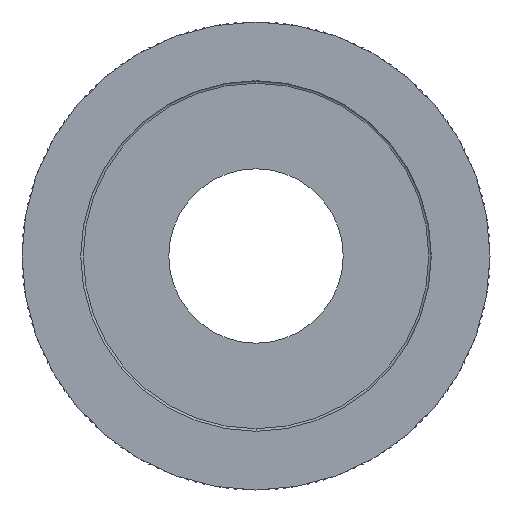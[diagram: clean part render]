
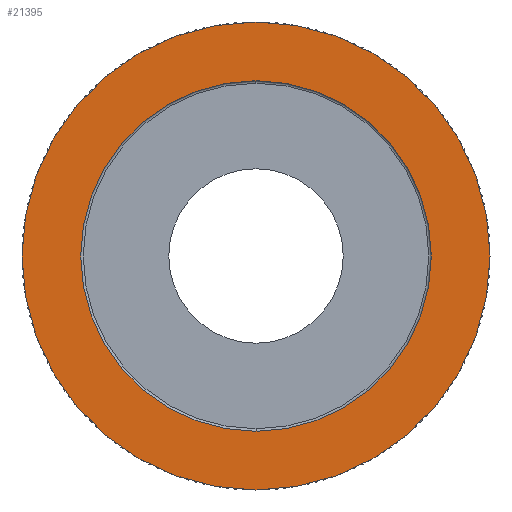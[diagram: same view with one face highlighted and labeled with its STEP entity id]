
A CAD part, left-side view. The second image highlights one B-rep face of the part: STEP entity #21395.
In plain terms, the highlighted planar face has unit normal (-1, 0, 0).
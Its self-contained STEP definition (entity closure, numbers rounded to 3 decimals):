
#16 = DIRECTION ( 'NONE',  ( 0., 0., 1. ) ) ;
#159 = CARTESIAN_POINT ( 'NONE',  ( 0., 0., 0. ) ) ;
#952 = CARTESIAN_POINT ( 'NONE',  ( 0., 0., -27.5 ) ) ;
#1124 = AXIS2_PLACEMENT_3D ( 'NONE', #26731, #13481, #16 ) ;
#1548 = VERTEX_POINT ( 'NONE', #5880 ) ;
#2362 = DIRECTION ( 'NONE',  ( 0., 0., 1. ) ) ;
#3267 = AXIS2_PLACEMENT_3D ( 'NONE', #17469, #4048, #19726 ) ;
#3866 = CIRCLE ( 'NONE', #1124, 20.6 ) ;
#4048 = DIRECTION ( 'NONE',  ( 1., 0., 0. ) ) ;
#4331 = DIRECTION ( 'NONE',  ( -1., 0., 0. ) ) ;
#5763 = VERTEX_POINT ( 'NONE', #12115 ) ;
#5880 = CARTESIAN_POINT ( 'NONE',  ( 0., 0., 20.6 ) ) ;
#6106 = ORIENTED_EDGE ( 'NONE', *, *, #27247, .T. ) ;
#6422 = FACE_BOUND ( 'NONE', #10483, .T. ) ;
#6823 = ORIENTED_EDGE ( 'NONE', *, *, #24791, .F. ) ;
#7756 = ORIENTED_EDGE ( 'NONE', *, *, #15910, .T. ) ;
#9508 = CARTESIAN_POINT ( 'NONE',  ( 0., 0., 0. ) ) ;
#10483 = EDGE_LOOP ( 'NONE', ( #20831, #6823 ) ) ;
#11755 = DIRECTION ( 'NONE',  ( 0., 0., 1. ) ) ;
#12115 = CARTESIAN_POINT ( 'NONE',  ( 0., 0., 27.5 ) ) ;
#12675 = EDGE_LOOP ( 'NONE', ( #7756, #6106 ) ) ;
#12936 = PLANE ( 'NONE',  #3267 ) ;
#13481 = DIRECTION ( 'NONE',  ( -1., 0., 0. ) ) ;
#15848 = DIRECTION ( 'NONE',  ( -1., 0., 0. ) ) ;
#15910 = EDGE_CURVE ( 'NONE', #5763, #16663, #17378, .T. ) ;
#16663 = VERTEX_POINT ( 'NONE', #952 ) ;
#17304 = AXIS2_PLACEMENT_3D ( 'NONE', #17754, #4331, #19996 ) ;
#17378 = CIRCLE ( 'NONE', #26126, 27.5 ) ;
#17469 = CARTESIAN_POINT ( 'NONE',  ( 0., 20.6, 0. ) ) ;
#17754 = CARTESIAN_POINT ( 'NONE',  ( 0., 0., 0. ) ) ;
#18250 = CARTESIAN_POINT ( 'NONE',  ( 0., 0., -20.6 ) ) ;
#18301 = FACE_OUTER_BOUND ( 'NONE', #12675, .T. ) ;
#19726 = DIRECTION ( 'NONE',  ( 0., 0., -1. ) ) ;
#19856 = VERTEX_POINT ( 'NONE', #18250 ) ;
#19996 = DIRECTION ( 'NONE',  ( 0., 0., 1. ) ) ;
#20831 = ORIENTED_EDGE ( 'NONE', *, *, #23857, .F. ) ;
#21395 = ADVANCED_FACE ( 'NONE', ( #6422, #18301 ), #12936, .F. ) ;
#22738 = AXIS2_PLACEMENT_3D ( 'NONE', #159, #15848, #2362 ) ;
#23857 = EDGE_CURVE ( 'NONE', #1548, #19856, #3866, .T. ) ;
#24791 = EDGE_CURVE ( 'NONE', #19856, #1548, #25731, .T. ) ;
#24997 = DIRECTION ( 'NONE',  ( -1., 0., 0. ) ) ;
#25731 = CIRCLE ( 'NONE', #17304, 20.6 ) ;
#26126 = AXIS2_PLACEMENT_3D ( 'NONE', #9508, #24997, #11755 ) ;
#26731 = CARTESIAN_POINT ( 'NONE',  ( 0., 0., 0. ) ) ;
#27135 = CIRCLE ( 'NONE', #22738, 27.5 ) ;
#27247 = EDGE_CURVE ( 'NONE', #16663, #5763, #27135, .T. ) ;
